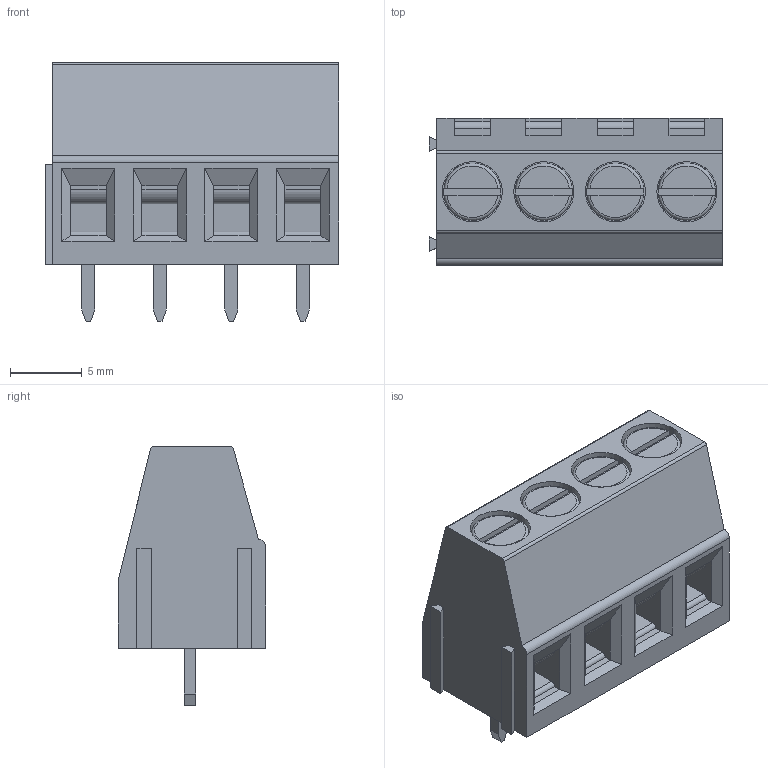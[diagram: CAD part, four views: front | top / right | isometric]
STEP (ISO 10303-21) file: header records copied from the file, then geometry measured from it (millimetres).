
FILE_DESCRIPTION (( 'STEP AP214' ), '1' );
FILE_NAME ('CONN-TH_WJ5.00-LI-4P-128.step', '2022-08-08T03:37:53', ( '' ), ( '' ), 'SwSTEP 2.0', 'SolidWorks 2020', '' );
FILE_SCHEMA (( 'AUTOMOTIVE_DESIGN' ));
Length unit declared in the file: millimetre
Products named in the file (1): CONN-TH_WJ5.00-LI-4P-128
Bounding box: 20.5 x 10.3 x 18.1 mm (x, y, z)
Volume: 2338.3 mm3; surface area: 1590.9 mm2
Topology: 14 solids, 14 shells, 493 faces, 1302 edges, 860 vertices
Faces by surface type: plane 342, bspline 112, cylinder 31, torus 8
Entity records: 21081 total; most frequent: CARTESIAN_POINT 4840, ORIENTED_EDGE 2604, DIRECTION 1908, EDGE_CURVE 1302, VECTOR 972, LINE 972, VERTEX_POINT 860, EDGE_LOOP 528
